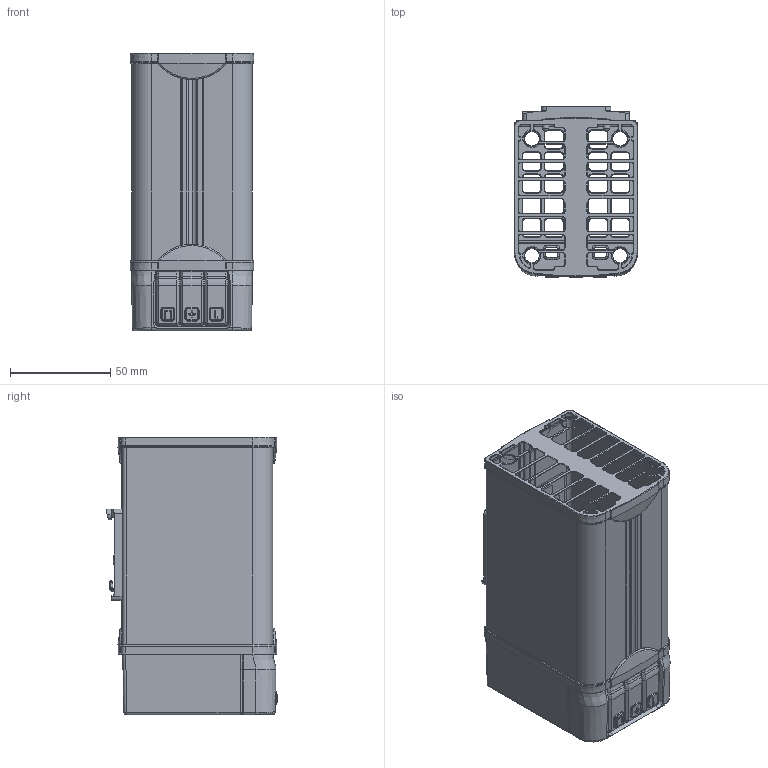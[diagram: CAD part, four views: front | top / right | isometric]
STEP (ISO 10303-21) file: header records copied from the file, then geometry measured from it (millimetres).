
FILE_DESCRIPTION((''),'2;1');
FILE_NAME('ASM0002_ASM','2024-08-23T14:42:16',('klemen.sitar'),('Audax d.o.o.'),'CREO PARAMETRIC BY PTC INC, 2021304','CREO PARAMETRIC BY PTC INC, 2021304','');
FILE_SCHEMA(('AP242_MANAGED_MODEL_BASED_3D_ENGINEERING_MIM_LF { 1 0 10303 442 1 1 4 }'));
Products named in the file (6): 2_A_1_2; 3_A_1_2; 4_A_1_2; X3; 001344071-3DFILE_ASM; ASM0002_ASM
Assembly tree (6 placements, depth 3):
  ASM0002_ASM
    001344071-3DFILE_ASM
      2_A_1_2
      3_A_1_2  x2
      4_A_1_2
      X3
Bounding box: 61.5 x 85.15 x 138.2 mm (x, y, z)
Volume: 7455.9 mm3; surface area: 53299.2 mm2
Topology: 4 solids, 7 shells, 1300 faces, 3474 edges, 2184 vertices
Faces by surface type: cylinder 564, torus 299, plane 296, cone 91, bspline 38, sphere 8, extrusion 4
Entity records: 70577 total; most frequent: CARTESIAN_POINT 18403, DIRECTION 7070, ORIENTED_EDGE 6296, PRESENTATION_STYLE_ASSIGNMENT 4748, STYLED_ITEM 4748, CURVE_STYLE 3451, EDGE_CURVE 3447, AXIS2_PLACEMENT_3D 2742
